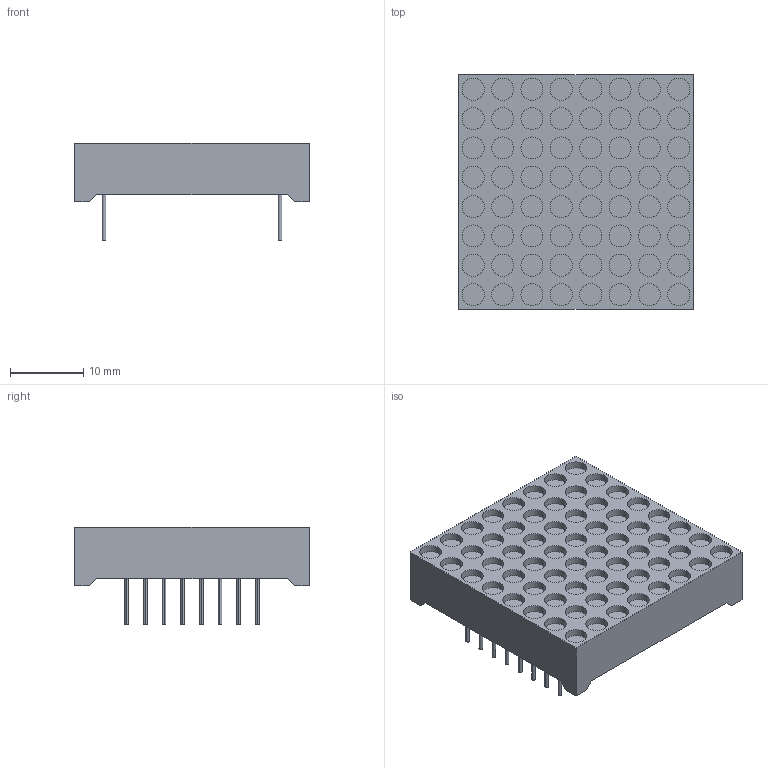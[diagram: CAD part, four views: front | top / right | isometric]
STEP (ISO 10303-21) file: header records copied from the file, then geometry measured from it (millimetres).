
FILE_DESCRIPTION(('FreeCAD Model'),'2;1');
FILE_NAME('Open CASCADE Shape Model','2021-06-29T14:08:29',( 'kicad StepUp'),('ksu MCAD'),'Open CASCADE STEP processor 7.4', 'FreeCAD','Unknown');
FILE_SCHEMA(('AUTOMOTIVE_DESIGN { 1 0 10303 214 1 1 1 1 }'));
Length unit declared in the file: millimetre
Products named in the file (1): User_Library-LED8X8_MODEL
Bounding box: 32 x 32 x 13.3 mm (x, y, z)
Volume: 6760.7 mm3; surface area: 3733.8 mm2
Topology: 1 solids, 1 shells, 258 faces, 528 edges, 352 vertices
Faces by surface type: cylinder 160, plane 98
Entity records: 8418 total; most frequent: DIRECTION 1366, CARTESIAN_POINT 1139, ORIENTED_EDGE 1056, AXIS2_PLACEMENT_3D 579, EDGE_CURVE 528, VERTEX_POINT 352, FACE_BOUND 338, EDGE_LOOP 338
